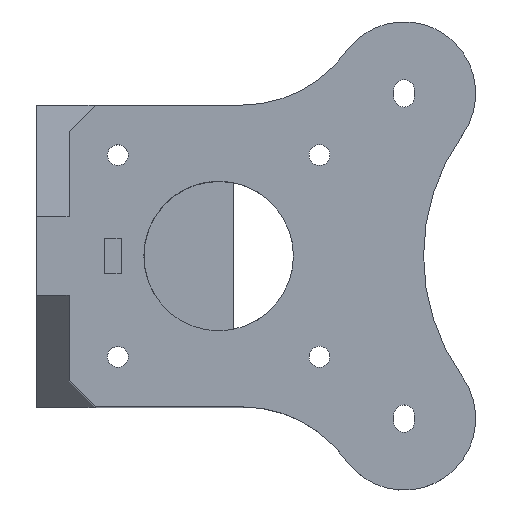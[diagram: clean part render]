
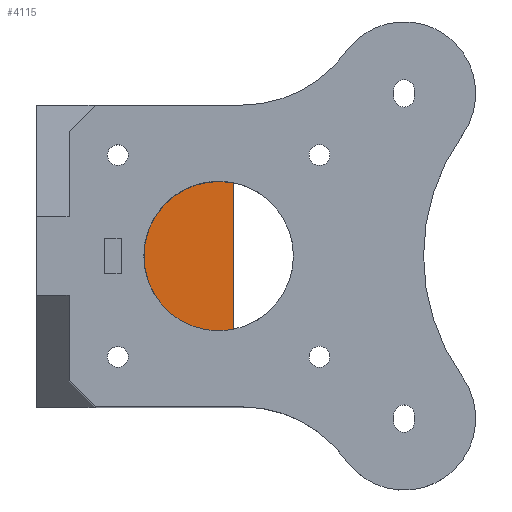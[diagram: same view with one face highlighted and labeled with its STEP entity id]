
A CAD part, top view. The second image highlights one B-rep face of the part: STEP entity #4115.
In plain terms, the highlighted planar face has unit normal (0, 0, 1).
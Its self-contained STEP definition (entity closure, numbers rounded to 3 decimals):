
#262 = CYLINDRICAL_SURFACE('',#263,11.5);
#263 = AXIS2_PLACEMENT_3D('',#264,#265,#266);
#264 = CARTESIAN_POINT('',(0.,0.,0.));
#265 = DIRECTION('',(0.,0.,1.));
#266 = DIRECTION('',(1.,0.,0.));
#1445 = VERTEX_POINT('',#1446);
#1446 = CARTESIAN_POINT('',(2.3,11.268,-32.));
#1472 = EDGE_CURVE('',#1445,#1473,#1475,.T.);
#1473 = VERTEX_POINT('',#1474);
#1474 = CARTESIAN_POINT('',(2.3,-11.268,-32.));
#1475 = SURFACE_CURVE('',#1476,(#1481,#1488),.PCURVE_S1.);
#1476 = CIRCLE('',#1477,11.5);
#1477 = AXIS2_PLACEMENT_3D('',#1478,#1479,#1480);
#1478 = CARTESIAN_POINT('',(0.,0.,-32.));
#1479 = DIRECTION('',(0.,0.,1.));
#1480 = DIRECTION('',(1.,0.,0.));
#1481 = PCURVE('',#262,#1482);
#1482 = DEFINITIONAL_REPRESENTATION('',(#1483),#1487);
#1483 = LINE('',#1484,#1485);
#1484 = CARTESIAN_POINT('',(0.,-32.));
#1485 = VECTOR('',#1486,1.);
#1486 = DIRECTION('',(1.,0.));
#1487 = ( GEOMETRIC_REPRESENTATION_CONTEXT(2) 
PARAMETRIC_REPRESENTATION_CONTEXT() REPRESENTATION_CONTEXT('2D SPACE',''
  ) );
#1488 = PCURVE('',#1489,#1494);
#1489 = PLANE('',#1490);
#1490 = AXIS2_PLACEMENT_3D('',#1491,#1492,#1493);
#1491 = CARTESIAN_POINT('',(0.,0.,-32.));
#1492 = DIRECTION('',(0.,0.,1.));
#1493 = DIRECTION('',(1.,0.,0.));
#1494 = DEFINITIONAL_REPRESENTATION('',(#1495),#1499);
#1495 = CIRCLE('',#1496,11.5);
#1496 = AXIS2_PLACEMENT_2D('',#1497,#1498);
#1497 = CARTESIAN_POINT('',(0.,0.));
#1498 = DIRECTION('',(1.,0.));
#1499 = ( GEOMETRIC_REPRESENTATION_CONTEXT(2) 
PARAMETRIC_REPRESENTATION_CONTEXT() REPRESENTATION_CONTEXT('2D SPACE',''
  ) );
#3958 = PLANE('',#3959);
#3959 = AXIS2_PLACEMENT_3D('',#3960,#3961,#3962);
#3960 = CARTESIAN_POINT('',(2.3,11.268,-32.));
#3961 = DIRECTION('',(-1.,0.,0.));
#3962 = DIRECTION('',(0.,-1.,0.));
#4115 = ADVANCED_FACE('',(#4116),#1489,.T.);
#4116 = FACE_BOUND('',#4117,.T.);
#4117 = EDGE_LOOP('',(#4118,#4139));
#4118 = ORIENTED_EDGE('',*,*,#4119,.F.);
#4119 = EDGE_CURVE('',#1445,#1473,#4120,.T.);
#4120 = SURFACE_CURVE('',#4121,(#4125,#4132),.PCURVE_S1.);
#4121 = LINE('',#4122,#4123);
#4122 = CARTESIAN_POINT('',(2.3,11.268,-32.));
#4123 = VECTOR('',#4124,1.);
#4124 = DIRECTION('',(0.,-1.,0.));
#4125 = PCURVE('',#1489,#4126);
#4126 = DEFINITIONAL_REPRESENTATION('',(#4127),#4131);
#4127 = LINE('',#4128,#4129);
#4128 = CARTESIAN_POINT('',(2.3,11.268));
#4129 = VECTOR('',#4130,1.);
#4130 = DIRECTION('',(0.,-1.));
#4131 = ( GEOMETRIC_REPRESENTATION_CONTEXT(2) 
PARAMETRIC_REPRESENTATION_CONTEXT() REPRESENTATION_CONTEXT('2D SPACE',''
  ) );
#4132 = PCURVE('',#3958,#4133);
#4133 = DEFINITIONAL_REPRESENTATION('',(#4134),#4138);
#4134 = LINE('',#4135,#4136);
#4135 = CARTESIAN_POINT('',(0.,0.));
#4136 = VECTOR('',#4137,1.);
#4137 = DIRECTION('',(1.,0.));
#4138 = ( GEOMETRIC_REPRESENTATION_CONTEXT(2) 
PARAMETRIC_REPRESENTATION_CONTEXT() REPRESENTATION_CONTEXT('2D SPACE',''
  ) );
#4139 = ORIENTED_EDGE('',*,*,#1472,.T.);
